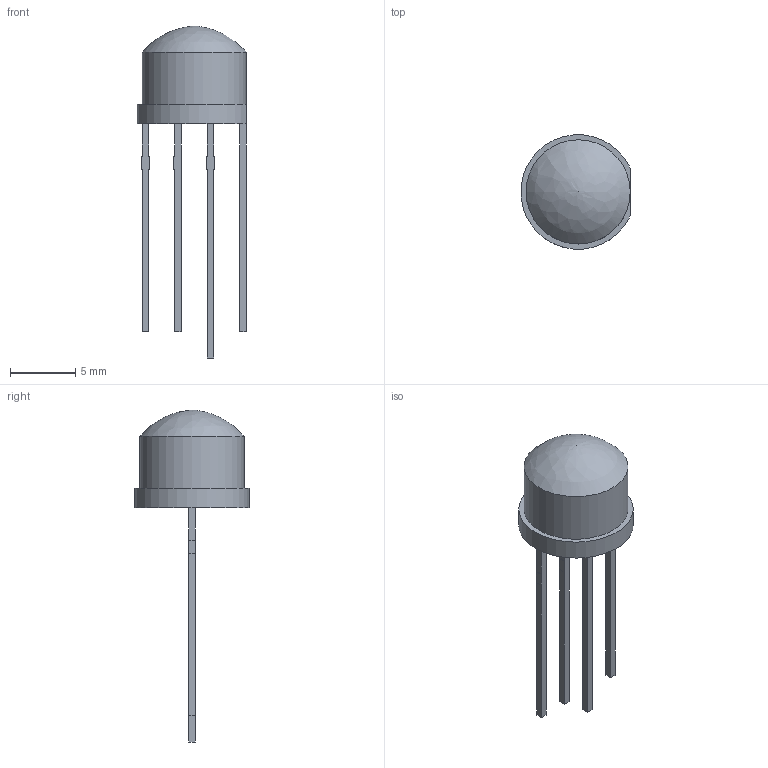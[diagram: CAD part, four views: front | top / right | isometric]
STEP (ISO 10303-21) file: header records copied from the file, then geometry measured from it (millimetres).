
FILE_DESCRIPTION(/* description */ (''),/* implementation_level */ '2;1');
FILE_NAME(/* name */ '4PIN_WIDE_LED.step',/* time_stamp */ '2026-02-25T17:50:42+02:00',/* author */ (''),/* organization */ (''),/* preprocessor_version */ 'ST-DEVELOPER v20.1',/* originating_system */ 'Autodesk Translation Framework v14.24.0.0',/* authorisation */ '');
FILE_SCHEMA (('AUTOMOTIVE_DESIGN { 1 0 10303 214 3 1 1 }'));
Length unit declared in the file: millimetre
Products named in the file (1): 4PIN_WIDE_LED
Bounding box: 8.43 x 8.77 x 25.5 mm (x, y, z)
Volume: 359.1 mm3; surface area: 406.1 mm2
Topology: 1 solids, 1 shells, 57 faces, 157 edges, 104 vertices
Faces by surface type: plane 54, cylinder 2, bspline 1
Full cylindrical faces by diameter (mm): 8 x1
Entity records: 1831 total; most frequent: CARTESIAN_POINT 344, ORIENTED_EDGE 312, DIRECTION 276, EDGE_CURVE 156, LINE 150, VECTOR 150, VERTEX_POINT 104, AXIS2_PLACEMENT_3D 63
